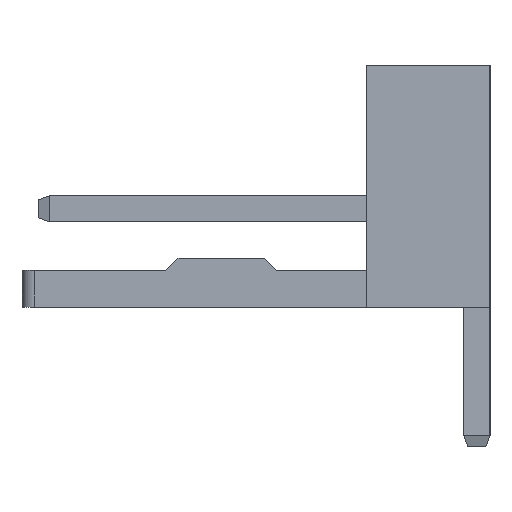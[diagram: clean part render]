
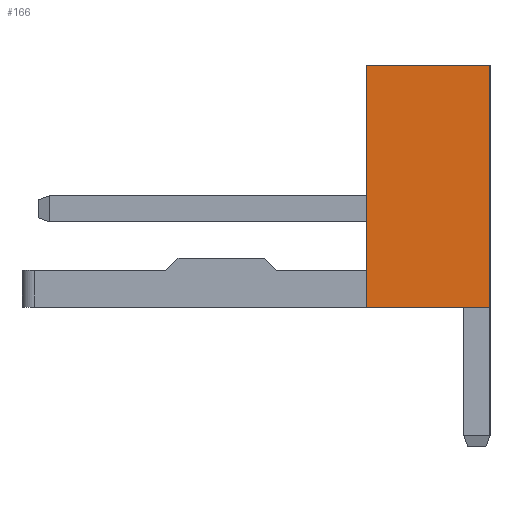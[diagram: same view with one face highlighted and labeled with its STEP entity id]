
A CAD part, left-side view. The second image highlights one B-rep face of the part: STEP entity #166.
In plain terms, the highlighted planar face has unit normal (-1, 0, 0).
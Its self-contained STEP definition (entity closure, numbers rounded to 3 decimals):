
#166=ADVANCED_FACE('',(#2650),#2652,.T.);
#2650=FACE_BOUND('',#2651,.T.);
#2651=EDGE_LOOP('',(#4668,#4669,#4670,#4671));
#2652=PLANE('',#2653);
#2653=AXIS2_PLACEMENT_3D('',#2654,#2655,#2656);
#2654=CARTESIAN_POINT('',(-1.27,-0.32,0.));
#2655=DIRECTION('',(-1.,0.,0.));
#2656=DIRECTION('',(0.,0.,1.));
#4668=ORIENTED_EDGE('',*,*,#6009,.T.);
#4669=ORIENTED_EDGE('',*,*,#6010,.T.);
#4670=ORIENTED_EDGE('',*,*,#5930,.F.);
#4671=ORIENTED_EDGE('',*,*,#5925,.F.);
#5925=EDGE_CURVE('',#6653,#6655,#6656,.T.);
#5930=EDGE_CURVE('',#6655,#6664,#6665,.T.);
#6009=EDGE_CURVE('',#6653,#6809,#6811,.T.);
#6010=EDGE_CURVE('',#6809,#6664,#6812,.T.);
#6653=VERTEX_POINT('',#7857);
#6655=VERTEX_POINT('',#7861);
#6656=LINE('',#7862,#7863);
#6664=VERTEX_POINT('',#7880);
#6665=LINE('',#7881,#7882);
#6809=VERTEX_POINT('',#8181);
#6811=LINE('',#8185,#8186);
#6812=LINE('',#8188,#8189);
#7857=CARTESIAN_POINT('',(-1.27,-0.32,0.));
#7861=CARTESIAN_POINT('',(-1.27,2.68,0.));
#7862=CARTESIAN_POINT('',(-1.27,-0.32,0.));
#7863=VECTOR('',#7864,1.);
#7864=DIRECTION('',(0.,1.,0.));
#7880=CARTESIAN_POINT('',(-1.27,2.68,5.9));
#7881=CARTESIAN_POINT('',(-1.27,2.68,0.));
#7882=VECTOR('',#7883,1.);
#7883=DIRECTION('',(0.,0.,1.));
#8181=CARTESIAN_POINT('',(-1.27,-0.32,5.9));
#8185=CARTESIAN_POINT('',(-1.27,-0.32,0.));
#8186=VECTOR('',#8187,1.);
#8187=DIRECTION('',(0.,0.,1.));
#8188=CARTESIAN_POINT('',(-1.27,-0.32,5.9));
#8189=VECTOR('',#8190,1.);
#8190=DIRECTION('',(0.,1.,0.));
